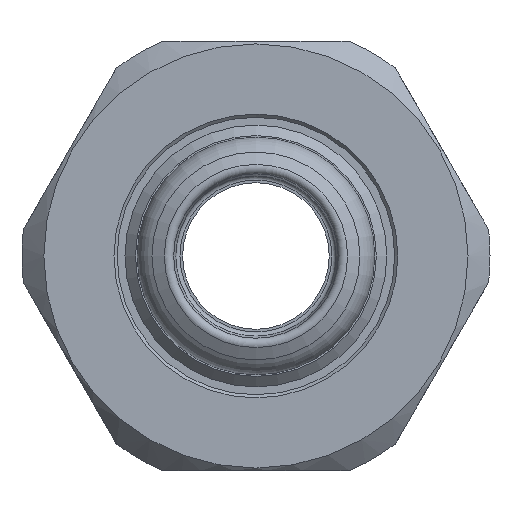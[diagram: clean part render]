
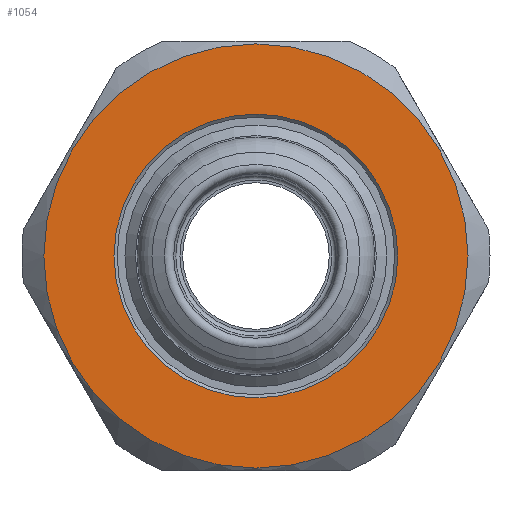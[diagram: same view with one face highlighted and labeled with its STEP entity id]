
A CAD part, left-side view. The second image highlights one B-rep face of the part: STEP entity #1054.
In plain terms, the highlighted planar face has unit normal (-1, 0, 0).
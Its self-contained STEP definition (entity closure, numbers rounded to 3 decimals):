
#38=FACE_BOUND('',#201,.T.);
#98=PLANE('',#1229);
#131=FACE_OUTER_BOUND('',#200,.T.);
#200=EDGE_LOOP('',(#803));
#201=EDGE_LOOP('',(#804));
#374=CIRCLE('',#1209,20.25);
#384=CIRCLE('',#1228,13.55);
#475=VERTEX_POINT('',#1830);
#484=VERTEX_POINT('',#1865);
#587=EDGE_CURVE('',#475,#475,#374,.T.);
#601=EDGE_CURVE('',#484,#484,#384,.T.);
#803=ORIENTED_EDGE('',*,*,#587,.T.);
#804=ORIENTED_EDGE('',*,*,#601,.F.);
#1054=ADVANCED_FACE('',(#131,#38),#98,.T.);
#1209=AXIS2_PLACEMENT_3D('',#1832,#1415,#1416);
#1228=AXIS2_PLACEMENT_3D('',#1866,#1456,#1457);
#1229=AXIS2_PLACEMENT_3D('',#1868,#1459,#1460);
#1415=DIRECTION('center_axis',(-1.,0.,0.));
#1416=DIRECTION('ref_axis',(0.,1.,0.));
#1456=DIRECTION('center_axis',(-1.,0.,0.));
#1457=DIRECTION('ref_axis',(0.,0.,-1.));
#1459=DIRECTION('center_axis',(-1.,0.,0.));
#1460=DIRECTION('ref_axis',(0.,0.,1.));
#1830=CARTESIAN_POINT('',(-16.,-20.25,0.));
#1832=CARTESIAN_POINT('Origin',(-16.,0.,0.));
#1865=CARTESIAN_POINT('',(-16.,0.,13.55));
#1866=CARTESIAN_POINT('Origin',(-16.,0.,0.));
#1868=CARTESIAN_POINT('Origin',(-16.,0.,0.));
